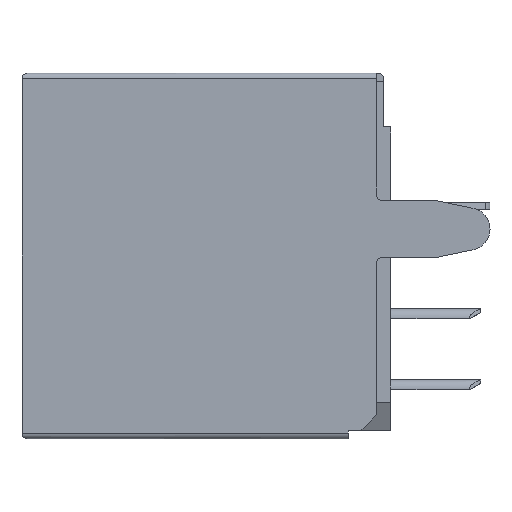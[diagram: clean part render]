
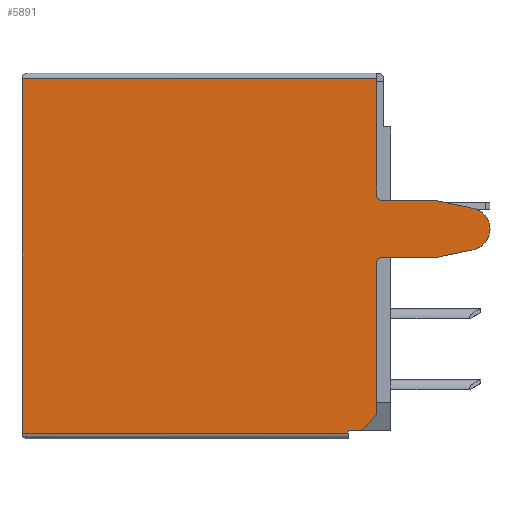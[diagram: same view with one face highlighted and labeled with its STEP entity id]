
A CAD part, left-side view. The second image highlights one B-rep face of the part: STEP entity #5891.
In plain terms, the highlighted planar face has unit normal (-1, 0, 0).
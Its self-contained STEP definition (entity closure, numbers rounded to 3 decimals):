
#8 = CARTESIAN_POINT ( 'NONE',  ( -7., 1.25, -12.6 ) ) ;
#334 = DIRECTION ( 'NONE',  ( 0., 1., 0. ) ) ;
#577 = DIRECTION ( 'NONE',  ( 0., 1., 0. ) ) ;
#581 = DIRECTION ( 'NONE',  ( 1., 0., 0. ) ) ;
#587 = CARTESIAN_POINT ( 'NONE',  ( -7., 0.05, -6.7 ) ) ;
#662 = CARTESIAN_POINT ( 'NONE',  ( -7., -1.85, -6.5 ) ) ;
#668 = DIRECTION ( 'NONE',  ( 0., 0.98, -0.2 ) ) ;
#741 = DIRECTION ( 'NONE',  ( 0., 1., 0. ) ) ;
#743 = CARTESIAN_POINT ( 'NONE',  ( -7., 0., -4.5 ) ) ;
#911 = DIRECTION ( 'NONE',  ( 0., 1., 0. ) ) ;
#914 = DIRECTION ( 'NONE',  ( 1., 0., 0. ) ) ;
#916 = CARTESIAN_POINT ( 'NONE',  ( -7., 0.05, -4.3 ) ) ;
#964 = DIRECTION ( 'NONE',  ( 0., 1., 0. ) ) ;
#965 = CARTESIAN_POINT ( 'NONE',  ( -7., 12.75, -0.2 ) ) ;
#977 = DIRECTION ( 'NONE',  ( 0., 1., 0. ) ) ;
#978 = DIRECTION ( 'NONE',  ( 1., 0., 0. ) ) ;
#981 = CARTESIAN_POINT ( 'NONE',  ( -7., -3., -5.5 ) ) ;
#992 = CARTESIAN_POINT ( 'NONE',  ( -7., -1.85, -4.5 ) ) ;
#996 = DIRECTION ( 'NONE',  ( 0., -0.98, -0.2 ) ) ;
#1087 = AXIS2_PLACEMENT_3D ( 'NONE', #5664, #5660, #5659 ) ;
#1547 = ORIENTED_EDGE ( 'NONE', *, *, #6996, .T. ) ;
#1548 = ORIENTED_EDGE ( 'NONE', *, *, #7114, .F. ) ;
#1549 = ORIENTED_EDGE ( 'NONE', *, *, #6976, .T. ) ;
#1550 = ORIENTED_EDGE ( 'NONE', *, *, #8910, .F. ) ;
#1551 = ORIENTED_EDGE ( 'NONE', *, *, #6994, .F. ) ;
#1594 = ORIENTED_EDGE ( 'NONE', *, *, #6895, .T. ) ;
#1595 = ORIENTED_EDGE ( 'NONE', *, *, #7017, .T. ) ;
#1596 = ORIENTED_EDGE ( 'NONE', *, *, #6942, .F. ) ;
#1648 = ORIENTED_EDGE ( 'NONE', *, *, #7119, .T. ) ;
#1649 = ORIENTED_EDGE ( 'NONE', *, *, #6964, .F. ) ;
#1650 = ORIENTED_EDGE ( 'NONE', *, *, #7082, .F. ) ;
#1665 = ORIENTED_EDGE ( 'NONE', *, *, #4815, .T. ) ;
#1712 = ORIENTED_EDGE ( 'NONE', *, *, #7115, .F. ) ;
#1718 = ORIENTED_EDGE ( 'NONE', *, *, #7133, .T. ) ;
#1721 = ORIENTED_EDGE ( 'NONE', *, *, #6882, .T. ) ;
#1724 = ORIENTED_EDGE ( 'NONE', *, *, #6871, .T. ) ;
#2042 = LINE ( 'NONE', #7980, #2049 ) ;
#2049 = VECTOR ( 'NONE', #8232, 1000. ) ;
#3151 = LINE ( 'NONE', #6267, #3156 ) ;
#3156 = VECTOR ( 'NONE', #6270, 1000. ) ;
#3185 = VECTOR ( 'NONE', #6142, 1000. ) ;
#3188 = LINE ( 'NONE', #6144, #3185 ) ;
#3212 = LINE ( 'NONE', #6238, #3213 ) ;
#3213 = VECTOR ( 'NONE', #6237, 1000. ) ;
#3244 = LINE ( 'NONE', #662, #3247 ) ;
#3246 = CIRCLE ( 'NONE', #6618, 0.2 ) ;
#3247 = VECTOR ( 'NONE', #668, 1000. ) ;
#3291 = VECTOR ( 'NONE', #741, 1000. ) ;
#3295 = LINE ( 'NONE', #743, #3291 ) ;
#3416 = LINE ( 'NONE', #8, #3419 ) ;
#3419 = VECTOR ( 'NONE', #334, 1000. ) ;
#3480 = CIRCLE ( 'NONE', #6685, 0.75 ) ;
#3482 = LINE ( 'NONE', #992, #3484 ) ;
#3484 = VECTOR ( 'NONE', #996, 1000. ) ;
#3487 = LINE ( 'NONE', #965, #3490 ) ;
#3490 = VECTOR ( 'NONE', #964, 1000. ) ;
#3509 = CIRCLE ( 'NONE', #6691, 0.2 ) ;
#3950 = CIRCLE ( 'NONE', #6745, 0.75 ) ;
#4815 = EDGE_CURVE ( 'NONE', #9278, #9279, #2042, .T. ) ;
#5659 = DIRECTION ( 'NONE',  ( 0., -1., 0. ) ) ;
#5660 = DIRECTION ( 'NONE',  ( -1., 0., 0. ) ) ;
#5664 = CARTESIAN_POINT ( 'NONE',  ( -7., 12.75, -12.9 ) ) ;
#5665 = PLANE ( 'NONE',  #1087 ) ;
#5891 = ADVANCED_FACE ( 'NONE', ( #7635 ), #5665, .T. ) ;
#6098 = DIRECTION ( 'NONE',  ( 0., -1., 0. ) ) ;
#6142 = DIRECTION ( 'NONE',  ( 0., 0., -1. ) ) ;
#6144 = CARTESIAN_POINT ( 'NONE',  ( -7., 1.25, -12.6 ) ) ;
#6155 = CARTESIAN_POINT ( 'NONE',  ( -7., 1.25, -12.7 ) ) ;
#6229 = DIRECTION ( 'NONE',  ( 0., -0.707, 0.707 ) ) ;
#6231 = CARTESIAN_POINT ( 'NONE',  ( -7., 0.8, -12.6 ) ) ;
#6237 = DIRECTION ( 'NONE',  ( 0., -1., 0. ) ) ;
#6238 = CARTESIAN_POINT ( 'NONE',  ( -7., 0.05, -6.5 ) ) ;
#6267 = CARTESIAN_POINT ( 'NONE',  ( -7., 12.75, -12.9 ) ) ;
#6270 = DIRECTION ( 'NONE',  ( 0., 0., 1. ) ) ;
#6310 = DIRECTION ( 'NONE',  ( 0., 0., 1. ) ) ;
#6311 = CARTESIAN_POINT ( 'NONE',  ( -7., 0.25, -12.05 ) ) ;
#6618 = AXIS2_PLACEMENT_3D ( 'NONE', #587, #581, #577 ) ;
#6685 = AXIS2_PLACEMENT_3D ( 'NONE', #981, #978, #977 ) ;
#6691 = AXIS2_PLACEMENT_3D ( 'NONE', #916, #914, #911 ) ;
#6745 = AXIS2_PLACEMENT_3D ( 'NONE', #8862, #8861, #8860 ) ;
#6871 = EDGE_CURVE ( 'NONE', #9364, #9367, #7917, .T. ) ;
#6882 = EDGE_CURVE ( 'NONE', #9359, #9364, #7933, .T. ) ;
#6895 = EDGE_CURVE ( 'NONE', #9349, #9365, #7958, .T. ) ;
#6942 = EDGE_CURVE ( 'NONE', #9349, #9362, #3151, .T. ) ;
#6964 = EDGE_CURVE ( 'NONE', #9335, #9365, #3188, .T. ) ;
#6976 = EDGE_CURVE ( 'NONE', #9368, #9369, #3212, .T. ) ;
#6994 = EDGE_CURVE ( 'NONE', #9161, #9369, #3244, .T. ) ;
#6996 = EDGE_CURVE ( 'NONE', #9367, #9368, #3246, .T. ) ;
#7017 = EDGE_CURVE ( 'NONE', #9370, #9372, #3295, .T. ) ;
#7082 = EDGE_CURVE ( 'NONE', #9359, #9335, #3416, .T. ) ;
#7114 = EDGE_CURVE ( 'NONE', #9357, #9162, #3480, .T. ) ;
#7115 = EDGE_CURVE ( 'NONE', #9370, #9357, #3482, .T. ) ;
#7119 = EDGE_CURVE ( 'NONE', #9279, #9362, #3487, .T. ) ;
#7133 = EDGE_CURVE ( 'NONE', #9372, #9278, #3509, .T. ) ;
#7635 = FACE_OUTER_BOUND ( 'NONE', #9716, .T. ) ;
#7917 = LINE ( 'NONE', #6311, #7920 ) ;
#7920 = VECTOR ( 'NONE', #6310, 1000. ) ;
#7933 = LINE ( 'NONE', #6231, #7935 ) ;
#7935 = VECTOR ( 'NONE', #6229, 1000. ) ;
#7958 = LINE ( 'NONE', #6155, #7961 ) ;
#7961 = VECTOR ( 'NONE', #6098, 1000. ) ;
#7980 = CARTESIAN_POINT ( 'NONE',  ( -7., 0.25, -0.3 ) ) ;
#8232 = DIRECTION ( 'NONE',  ( 0., 0., 1. ) ) ;
#8342 = CARTESIAN_POINT ( 'NONE',  ( -7., 12.75, -0.2 ) ) ;
#8347 = CARTESIAN_POINT ( 'NONE',  ( -7., 0.25, -12.05 ) ) ;
#8363 = CARTESIAN_POINT ( 'NONE',  ( -7., 0.8, -12.6 ) ) ;
#8365 = CARTESIAN_POINT ( 'NONE',  ( -7., -3.15, -4.765 ) ) ;
#8410 = CARTESIAN_POINT ( 'NONE',  ( -7., -1.85, -6.5 ) ) ;
#8425 = CARTESIAN_POINT ( 'NONE',  ( -7., 1.25, -12.7 ) ) ;
#8427 = CARTESIAN_POINT ( 'NONE',  ( -7., -1.85, -4.5 ) ) ;
#8491 = CARTESIAN_POINT ( 'NONE',  ( -7., 12.75, -12.7 ) ) ;
#8520 = CARTESIAN_POINT ( 'NONE',  ( -7., 0.25, -6.7 ) ) ;
#8539 = CARTESIAN_POINT ( 'NONE',  ( -7., 1.25, -12.6 ) ) ;
#8609 = CARTESIAN_POINT ( 'NONE',  ( -7., 0.05, -6.5 ) ) ;
#8636 = CARTESIAN_POINT ( 'NONE',  ( -7., 0.05, -4.5 ) ) ;
#8650 = CARTESIAN_POINT ( 'NONE',  ( -7., 0.25, -4.3 ) ) ;
#8659 = CARTESIAN_POINT ( 'NONE',  ( -7., 0.25, -0.2 ) ) ;
#8779 = CARTESIAN_POINT ( 'NONE',  ( -7., -3.75, -5.5 ) ) ;
#8800 = CARTESIAN_POINT ( 'NONE',  ( -7., -3.15, -6.235 ) ) ;
#8860 = DIRECTION ( 'NONE',  ( 0., 1., 0. ) ) ;
#8861 = DIRECTION ( 'NONE',  ( 1., 0., 0. ) ) ;
#8862 = CARTESIAN_POINT ( 'NONE',  ( -7., -3., -5.5 ) ) ;
#8910 = EDGE_CURVE ( 'NONE', #9162, #9161, #3950, .T. ) ;
#9161 = VERTEX_POINT ( 'NONE', #8800 ) ;
#9162 = VERTEX_POINT ( 'NONE', #8779 ) ;
#9278 = VERTEX_POINT ( 'NONE', #8650 ) ;
#9279 = VERTEX_POINT ( 'NONE', #8659 ) ;
#9335 = VERTEX_POINT ( 'NONE', #8539 ) ;
#9349 = VERTEX_POINT ( 'NONE', #8491 ) ;
#9357 = VERTEX_POINT ( 'NONE', #8365 ) ;
#9359 = VERTEX_POINT ( 'NONE', #8363 ) ;
#9362 = VERTEX_POINT ( 'NONE', #8342 ) ;
#9364 = VERTEX_POINT ( 'NONE', #8347 ) ;
#9365 = VERTEX_POINT ( 'NONE', #8425 ) ;
#9367 = VERTEX_POINT ( 'NONE', #8520 ) ;
#9368 = VERTEX_POINT ( 'NONE', #8609 ) ;
#9369 = VERTEX_POINT ( 'NONE', #8410 ) ;
#9370 = VERTEX_POINT ( 'NONE', #8427 ) ;
#9372 = VERTEX_POINT ( 'NONE', #8636 ) ;
#9716 = EDGE_LOOP ( 'NONE', ( #1596, #1594, #1649, #1650, #1721, #1724, #1547, #1549, #1551, #1550, #1548, #1712, #1595, #1718, #1665, #1648 ) ) ;
